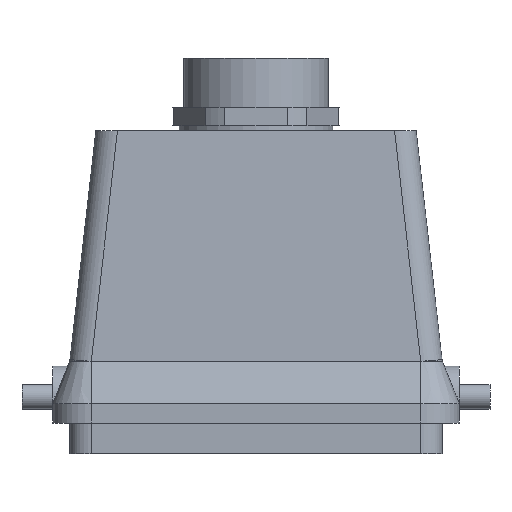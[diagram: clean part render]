
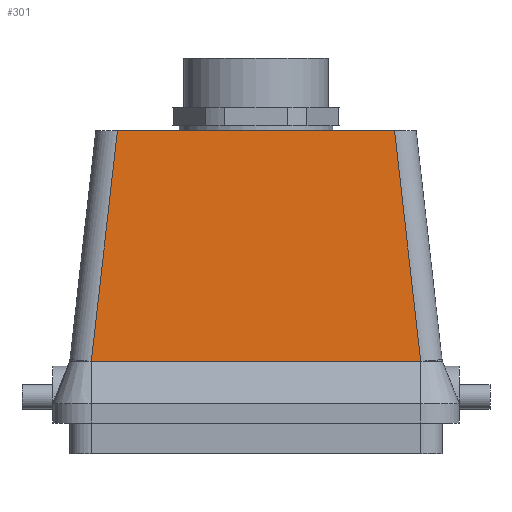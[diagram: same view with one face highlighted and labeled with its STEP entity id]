
A CAD part, front view. The second image highlights one B-rep face of the part: STEP entity #301.
In plain terms, the highlighted planar face has unit normal (0, -0.999, 0.052).
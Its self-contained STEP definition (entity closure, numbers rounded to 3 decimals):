
#301 = ADVANCED_FACE( '', ( #738 ), #739, .T. );
#738 = FACE_OUTER_BOUND( '', #1327, .T. );
#739 = PLANE( '', #1328 );
#1327 = EDGE_LOOP( '', ( #2637, #2638, #2639, #2640 ) );
#1328 = AXIS2_PLACEMENT_3D( '', #2641, #2642, #2643 );
#2637 = ORIENTED_EDGE( '', *, *, #3934, .T. );
#2638 = ORIENTED_EDGE( '', *, *, #4078, .T. );
#2639 = ORIENTED_EDGE( '', *, *, #3896, .F. );
#2640 = ORIENTED_EDGE( '', *, *, #4079, .F. );
#2641 = CARTESIAN_POINT( '', ( -131.932, -39.5, 20. ) );
#2642 = DIRECTION( '', ( 0., -0.999, 0.052 ) );
#2643 = DIRECTION( '', ( 0., 0.052, 0.999 ) );
#3896 = EDGE_CURVE( '', #4550, #4552, #4553, .T. );
#3934 = EDGE_CURVE( '', #4620, #4618, #4621, .T. );
#4078 = EDGE_CURVE( '', #4618, #4552, #4857, .T. );
#4079 = EDGE_CURVE( '', #4620, #4550, #4858, .T. );
#4550 = VERTEX_POINT( '', #5523 );
#4552 = VERTEX_POINT( '', #5525 );
#4553 = LINE( '', #5526, #5527 );
#4618 = VERTEX_POINT( '', #5650 );
#4620 = VERTEX_POINT( '', #5653 );
#4621 = LINE( '', #5654, #5655 );
#4857 = LINE( '', #6149, #6150 );
#4858 = LINE( '', #6151, #6152 );
#5523 = CARTESIAN_POINT( '', ( -44.997, -35.569, 95. ) );
#5525 = CARTESIAN_POINT( '', ( 44.997, -35.569, 95. ) );
#5526 = CARTESIAN_POINT( '', ( -131.932, -35.569, 95. ) );
#5527 = VECTOR( '', #7111, 1000. );
#5650 = CARTESIAN_POINT( '', ( 53.497, -39.5, 20. ) );
#5653 = CARTESIAN_POINT( '', ( -53.497, -39.5, 20. ) );
#5654 = CARTESIAN_POINT( '', ( -131.932, -39.5, 20. ) );
#5655 = VECTOR( '', #7155, 1000. );
#6149 = CARTESIAN_POINT( '', ( 45.085, -35.61, 94.218 ) );
#6150 = VECTOR( '', #7314, 1000. );
#6151 = CARTESIAN_POINT( '', ( -45.085, -35.61, 94.218 ) );
#6152 = VECTOR( '', #7315, 1000. );
#7111 = DIRECTION( '', ( 1., 0., 0. ) );
#7155 = DIRECTION( '', ( 1., 0., 0. ) );
#7314 = DIRECTION( '', ( -0.112, 0.052, 0.992 ) );
#7315 = DIRECTION( '', ( 0.112, 0.052, 0.992 ) );
